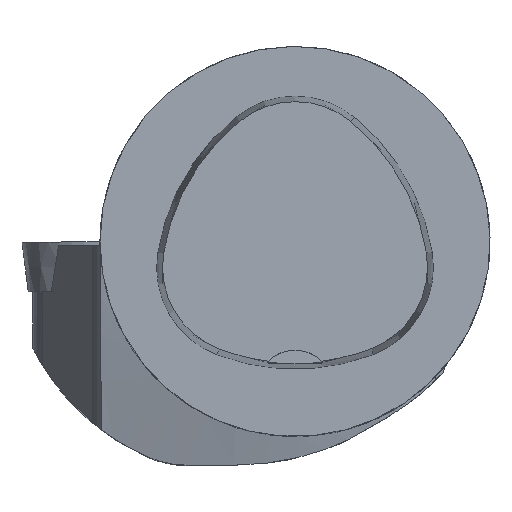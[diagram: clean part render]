
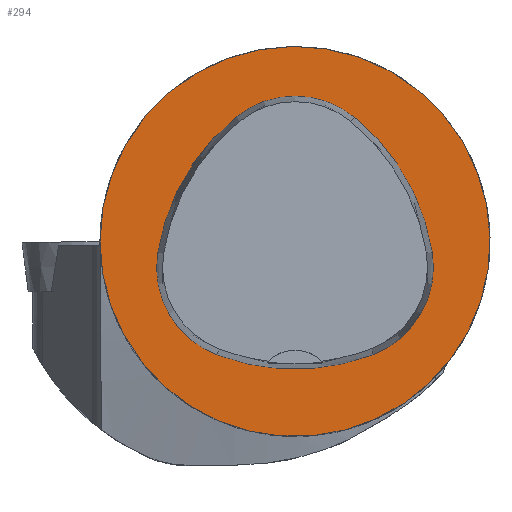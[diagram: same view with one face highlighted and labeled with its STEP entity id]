
A CAD part, top view. The second image highlights one B-rep face of the part: STEP entity #294.
In plain terms, the highlighted planar face has unit normal (0, 0, 1).
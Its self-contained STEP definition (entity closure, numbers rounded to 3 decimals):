
#294=ADVANCED_FACE('',(#376,#377),#332,.T.);
#332=PLANE('',#1109);
#376=FACE_BOUND('',#428,.T.);
#377=FACE_BOUND('',#429,.T.);
#428=EDGE_LOOP('',(#605,#606,#607,#608,#609,#610));
#429=EDGE_LOOP('',(#611));
#605=ORIENTED_EDGE('',*,*,#888,.T.);
#606=ORIENTED_EDGE('',*,*,#868,.T.);
#607=ORIENTED_EDGE('',*,*,#872,.T.);
#608=ORIENTED_EDGE('',*,*,#875,.T.);
#609=ORIENTED_EDGE('',*,*,#878,.T.);
#610=ORIENTED_EDGE('',*,*,#886,.T.);
#611=ORIENTED_EDGE('',*,*,#835,.F.);
#745=VERTEX_POINT('',#1668);
#770=VERTEX_POINT('',#1770);
#771=VERTEX_POINT('',#1771);
#774=VERTEX_POINT('',#1779);
#776=VERTEX_POINT('',#1785);
#778=VERTEX_POINT('',#1791);
#785=VERTEX_POINT('',#1812);
#835=EDGE_CURVE('',#745,#745,#921,.T.);
#868=EDGE_CURVE('',#770,#771,#928,.T.);
#872=EDGE_CURVE('',#771,#774,#930,.T.);
#875=EDGE_CURVE('',#774,#776,#932,.T.);
#878=EDGE_CURVE('',#776,#778,#934,.T.);
#886=EDGE_CURVE('',#778,#785,#938,.T.);
#888=EDGE_CURVE('',#785,#770,#940,.T.);
#921=CIRCLE('',#1065,25.);
#928=CIRCLE('',#1087,28.);
#930=CIRCLE('',#1090,12.);
#932=CIRCLE('',#1093,28.);
#934=CIRCLE('',#1096,12.);
#938=CIRCLE('',#1101,28.);
#940=CIRCLE('',#1104,12.);
#1065=AXIS2_PLACEMENT_3D('',#1667,#1240,#1241);
#1087=AXIS2_PLACEMENT_3D('',#1769,#1293,#1294);
#1090=AXIS2_PLACEMENT_3D('',#1778,#1301,#1302);
#1093=AXIS2_PLACEMENT_3D('',#1784,#1308,#1309);
#1096=AXIS2_PLACEMENT_3D('',#1790,#1315,#1316);
#1101=AXIS2_PLACEMENT_3D('',#1813,#1327,#1328);
#1104=AXIS2_PLACEMENT_3D('',#1816,#1333,#1334);
#1109=AXIS2_PLACEMENT_3D('',#1821,#1343,#1344);
#1240=DIRECTION('',(0.,0.,-1.));
#1241=DIRECTION('',(-1.,0.,0.));
#1293=DIRECTION('',(0.,0.,-1.));
#1294=DIRECTION('',(-1.,0.,0.));
#1301=DIRECTION('',(0.,0.,-1.));
#1302=DIRECTION('',(-1.,0.,0.));
#1308=DIRECTION('',(0.,0.,-1.));
#1309=DIRECTION('',(-1.,0.,0.));
#1315=DIRECTION('',(0.,0.,-1.));
#1316=DIRECTION('',(-1.,0.,0.));
#1327=DIRECTION('',(0.,0.,-1.));
#1328=DIRECTION('',(-1.,0.,0.));
#1333=DIRECTION('',(0.,0.,-1.));
#1334=DIRECTION('',(-1.,0.,0.));
#1343=DIRECTION('',(0.,0.,1.));
#1344=DIRECTION('',(1.,0.,0.));
#1667=CARTESIAN_POINT('',(0.,0.,0.));
#1668=CARTESIAN_POINT('',(-25.,0.,0.));
#1769=CARTESIAN_POINT('',(10.068,-5.824,0.));
#1770=CARTESIAN_POINT('',(-17.584,-1.424,0.));
#1771=CARTESIAN_POINT('',(-7.531,15.953,0.));
#1778=CARTESIAN_POINT('',(0.011,6.62,0.));
#1779=CARTESIAN_POINT('',(7.567,15.942,0.));
#1784=CARTESIAN_POINT('',(-10.063,-5.81,0.));
#1785=CARTESIAN_POINT('',(17.59,-1.418,0.));
#1790=CARTESIAN_POINT('',(5.739,-3.3,0.));
#1791=CARTESIAN_POINT('',(10.05,-14.499,0.));
#1812=CARTESIAN_POINT('',(-10.025,-14.516,0.));
#1813=CARTESIAN_POINT('',(-0.01,11.631,0.));
#1816=CARTESIAN_POINT('',(-5.733,-3.31,0.));
#1821=CARTESIAN_POINT('',(0.,0.,0.));
